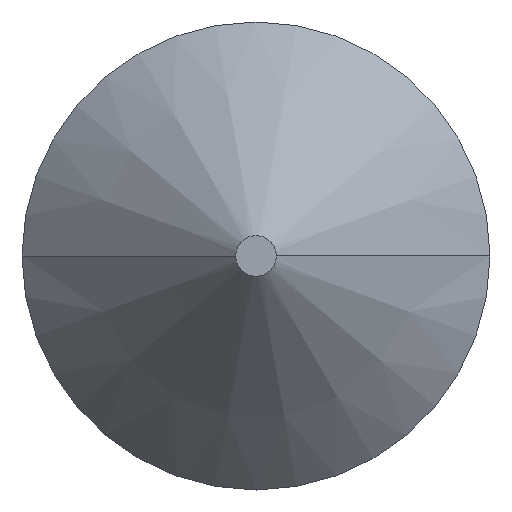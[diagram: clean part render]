
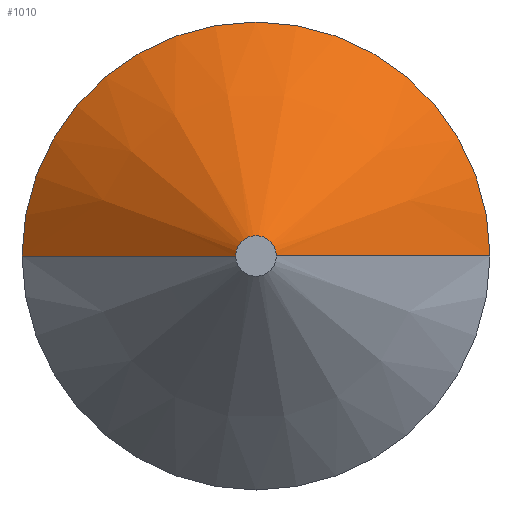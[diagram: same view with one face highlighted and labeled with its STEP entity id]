
A CAD part, left-side view. The second image highlights one B-rep face of the part: STEP entity #1010.
In plain terms, the highlighted conical face has half-angle 45 degrees and reference radius 0.051 mm.
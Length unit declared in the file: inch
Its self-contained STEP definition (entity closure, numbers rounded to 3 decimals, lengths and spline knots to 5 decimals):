
#19 = DIRECTION ( 'NONE',  ( 0.707, -0.707, 0. ) ) ;
#35 = DIRECTION ( 'NONE',  ( 0., 1., 0. ) ) ;
#42 = LINE ( 'NONE', #725, #951 ) ;
#85 = AXIS2_PLACEMENT_3D ( 'NONE', #216, #979, #983 ) ;
#111 = FACE_OUTER_BOUND ( 'NONE', #836, .T. ) ;
#142 = LINE ( 'NONE', #791, #457 ) ;
#209 = VERTEX_POINT ( 'NONE', #902 ) ;
#216 = CARTESIAN_POINT ( 'NONE',  ( -0.3, 0., 0. ) ) ;
#252 = EDGE_CURVE ( 'NONE', #914, #209, #42, .T. ) ;
#314 = CARTESIAN_POINT ( 'NONE',  ( -0.279, 0., 0. ) ) ;
#331 = VERTEX_POINT ( 'NONE', #488 ) ;
#354 = ORIENTED_EDGE ( 'NONE', *, *, #962, .F. ) ;
#361 = CARTESIAN_POINT ( 'NONE',  ( -0.3, -0.002, 0. ) ) ;
#457 = VECTOR ( 'NONE', #1063, 39.37008 ) ;
#483 = CARTESIAN_POINT ( 'NONE',  ( -0.3, 0., 0. ) ) ;
#488 = CARTESIAN_POINT ( 'NONE',  ( -0.279, 0.023, 0. ) ) ;
#540 = CARTESIAN_POINT ( 'NONE',  ( -0.3, 0.002, 0. ) ) ;
#557 = DIRECTION ( 'NONE',  ( 1., 0., 0. ) ) ;
#588 = VERTEX_POINT ( 'NONE', #540 ) ;
#629 = ORIENTED_EDGE ( 'NONE', *, *, #252, .T. ) ;
#647 = AXIS2_PLACEMENT_3D ( 'NONE', #483, #557, #1106 ) ;
#664 = EDGE_CURVE ( 'NONE', #588, #914, #747, .T. ) ;
#725 = CARTESIAN_POINT ( 'NONE',  ( -0.3, -0.002, 0. ) ) ;
#747 = CIRCLE ( 'NONE', #647, 0.002 ) ;
#791 = CARTESIAN_POINT ( 'NONE',  ( -0.3, 0.002, 0. ) ) ;
#797 = CIRCLE ( 'NONE', #985, 0.023 ) ;
#836 = EDGE_LOOP ( 'NONE', ( #888, #629, #943, #354 ) ) ;
#888 = ORIENTED_EDGE ( 'NONE', *, *, #664, .T. ) ;
#902 = CARTESIAN_POINT ( 'NONE',  ( -0.279, -0.023, 0. ) ) ;
#913 = DIRECTION ( 'NONE',  ( 1., 0., 0. ) ) ;
#914 = VERTEX_POINT ( 'NONE', #361 ) ;
#918 = CONICAL_SURFACE ( 'NONE', #85, 0.002, 0.785 ) ;
#943 = ORIENTED_EDGE ( 'NONE', *, *, #1144, .F. ) ;
#951 = VECTOR ( 'NONE', #19, 39.37008 ) ;
#962 = EDGE_CURVE ( 'NONE', #588, #331, #142, .T. ) ;
#979 = DIRECTION ( 'NONE',  ( 1., 0., 0. ) ) ;
#983 = DIRECTION ( 'NONE',  ( 0., 1., 0. ) ) ;
#985 = AXIS2_PLACEMENT_3D ( 'NONE', #314, #913, #35 ) ;
#1010 = ADVANCED_FACE ( 'NONE', ( #111 ), #918, .T. ) ;
#1063 = DIRECTION ( 'NONE',  ( 0.707, 0.707, 0. ) ) ;
#1106 = DIRECTION ( 'NONE',  ( 0., 1., 0. ) ) ;
#1144 = EDGE_CURVE ( 'NONE', #331, #209, #797, .T. ) ;
